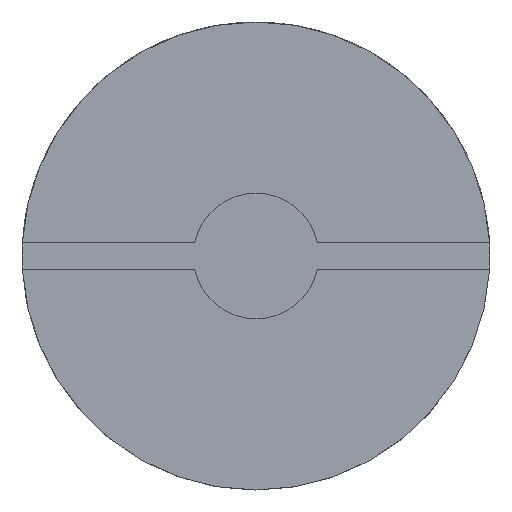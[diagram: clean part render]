
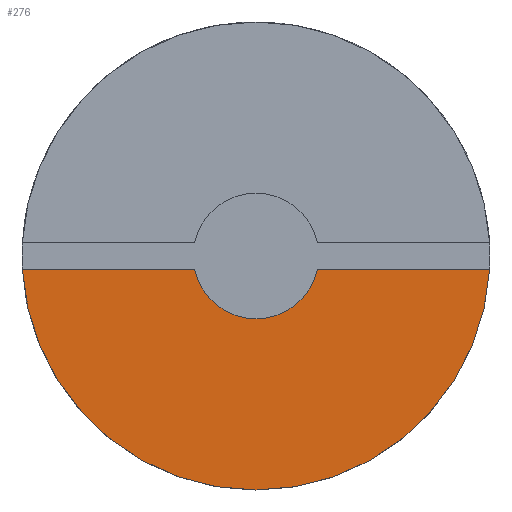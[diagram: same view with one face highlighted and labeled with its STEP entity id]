
A CAD part, top view. The second image highlights one B-rep face of the part: STEP entity #276.
In plain terms, the highlighted planar face has unit normal (0, 0, 1).
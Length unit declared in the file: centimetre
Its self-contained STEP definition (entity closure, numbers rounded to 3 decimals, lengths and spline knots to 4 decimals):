
#32=CIRCLE('',#299,1.6657);
#33=CIRCLE('',#301,6.2);
#47=FACE_OUTER_BOUND('',#63,.T.);
#63=EDGE_LOOP('',(#216,#217,#218,#219));
#77=LINE('',#409,#101);
#88=LINE('',#442,#112);
#101=VECTOR('',#323,1.);
#112=VECTOR('',#354,1.);
#123=VERTEX_POINT('',#403);
#125=VERTEX_POINT('',#407);
#136=VERTEX_POINT('',#439);
#137=VERTEX_POINT('',#441);
#150=EDGE_CURVE('',#123,#125,#77,.T.);
#166=EDGE_CURVE('',#137,#136,#88,.T.);
#168=EDGE_CURVE('',#125,#137,#32,.T.);
#169=EDGE_CURVE('',#136,#123,#33,.T.);
#216=ORIENTED_EDGE('',*,*,#150,.T.);
#217=ORIENTED_EDGE('',*,*,#168,.T.);
#218=ORIENTED_EDGE('',*,*,#166,.T.);
#219=ORIENTED_EDGE('',*,*,#169,.T.);
#263=PLANE('',#300);
#276=ADVANCED_FACE('',(#47),#263,.T.);
#299=AXIS2_PLACEMENT_3D('',#445,#358,#359);
#300=AXIS2_PLACEMENT_3D('',#446,#360,#361);
#301=AXIS2_PLACEMENT_3D('',#447,#362,#363);
#323=DIRECTION('',(-1.,0.,0.));
#354=DIRECTION('',(-1.,0.,0.));
#358=DIRECTION('center_axis',(0.,0.,-1.));
#359=DIRECTION('ref_axis',(-0.978,-0.21,0.));
#360=DIRECTION('center_axis',(0.,0.,1.));
#361=DIRECTION('ref_axis',(1.,0.,0.));
#362=DIRECTION('center_axis',(0.,0.,1.));
#363=DIRECTION('ref_axis',(1.,0.,0.));
#403=CARTESIAN_POINT('',(6.1901,2.65,1.1325));
#407=CARTESIAN_POINT('',(1.6285,2.65,1.1325));
#409=CARTESIAN_POINT('',(3.5221,2.65,1.1325));
#439=CARTESIAN_POINT('',(-6.1901,2.65,1.1325));
#441=CARTESIAN_POINT('',(-1.6285,2.65,1.1325));
#442=CARTESIAN_POINT('',(-0.8142,2.65,1.1325));
#445=CARTESIAN_POINT('Origin',(0.,3.,1.1325));
#446=CARTESIAN_POINT('Origin',(0.,3.,1.1325));
#447=CARTESIAN_POINT('Origin',(0.,3.,1.1325));
